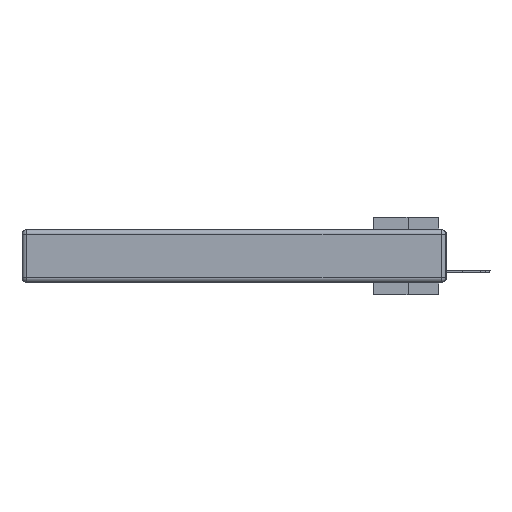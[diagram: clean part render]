
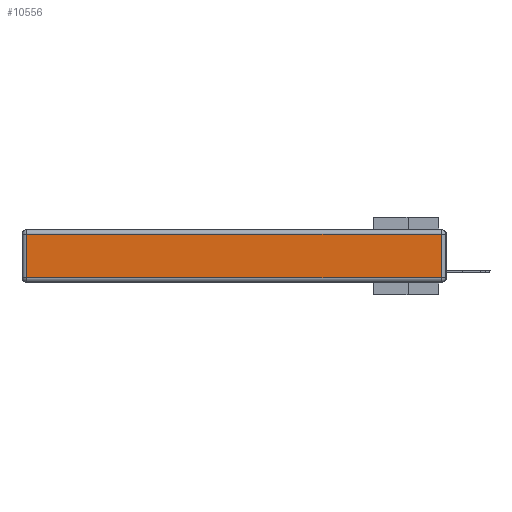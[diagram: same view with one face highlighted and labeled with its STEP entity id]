
A CAD part, left-side view. The second image highlights one B-rep face of the part: STEP entity #10556.
In plain terms, the highlighted planar face has unit normal (-1, 0, 0).
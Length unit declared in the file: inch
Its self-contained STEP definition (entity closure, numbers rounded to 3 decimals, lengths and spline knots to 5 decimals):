
#226 = DIRECTION ( 'NONE',  ( 0., 0., 1. ) ) ;
#377 = VERTEX_POINT ( 'NONE', #31322 ) ;
#2888 = PLANE ( 'NONE',  #13319 ) ;
#4025 = CARTESIAN_POINT ( 'NONE',  ( 0., 2.72, -0.313 ) ) ;
#5672 = DIRECTION ( 'NONE',  ( 0., 0., 1. ) ) ;
#5911 = VECTOR ( 'NONE', #29972, 39.37008 ) ;
#7442 = CARTESIAN_POINT ( 'NONE',  ( 0., 2.72, -0.03 ) ) ;
#7667 = LINE ( 'NONE', #12841, #13343 ) ;
#7826 = LINE ( 'NONE', #13001, #26290 ) ;
#7878 = FACE_OUTER_BOUND ( 'NONE', #26009, .T. ) ;
#8291 = CARTESIAN_POINT ( 'NONE',  ( 0., 0.03, -0.313 ) ) ;
#9731 = LINE ( 'NONE', #27354, #17052 ) ;
#10047 = DIRECTION ( 'NONE',  ( 0., -1., 0. ) ) ;
#10556 = ADVANCED_FACE ( 'NONE', ( #7878 ), #2888, .T. ) ;
#10951 = ORIENTED_EDGE ( 'NONE', *, *, #12209, .T. ) ;
#10992 = EDGE_CURVE ( 'NONE', #20373, #377, #7667, .T. ) ;
#11805 = EDGE_CURVE ( 'NONE', #17183, #20373, #9731, .T. ) ;
#12209 = EDGE_CURVE ( 'NONE', #14446, #17183, #27149, .T. ) ;
#12841 = CARTESIAN_POINT ( 'NONE',  ( 0., 0.03, -0.343 ) ) ;
#13001 = CARTESIAN_POINT ( 'NONE',  ( 0., 2.75, -0.03 ) ) ;
#13050 = CARTESIAN_POINT ( 'NONE',  ( 0., 0., -0.343 ) ) ;
#13219 = DIRECTION ( 'NONE',  ( -1., 0., 0. ) ) ;
#13319 = AXIS2_PLACEMENT_3D ( 'NONE', #13050, #13219, #226 ) ;
#13343 = VECTOR ( 'NONE', #5672, 39.37008 ) ;
#14446 = VERTEX_POINT ( 'NONE', #7442 ) ;
#15122 = ORIENTED_EDGE ( 'NONE', *, *, #10992, .T. ) ;
#15311 = DIRECTION ( 'NONE',  ( 0., 1., 0. ) ) ;
#17052 = VECTOR ( 'NONE', #10047, 39.37008 ) ;
#17183 = VERTEX_POINT ( 'NONE', #4025 ) ;
#17332 = EDGE_CURVE ( 'NONE', #377, #14446, #7826, .T. ) ;
#20373 = VERTEX_POINT ( 'NONE', #8291 ) ;
#24499 = CARTESIAN_POINT ( 'NONE',  ( 0., 2.72, -0.343 ) ) ;
#26009 = EDGE_LOOP ( 'NONE', ( #29259, #15122, #29376, #10951 ) ) ;
#26290 = VECTOR ( 'NONE', #15311, 39.37008 ) ;
#27149 = LINE ( 'NONE', #24499, #5911 ) ;
#27354 = CARTESIAN_POINT ( 'NONE',  ( 0., 0., -0.313 ) ) ;
#29259 = ORIENTED_EDGE ( 'NONE', *, *, #11805, .T. ) ;
#29376 = ORIENTED_EDGE ( 'NONE', *, *, #17332, .T. ) ;
#29972 = DIRECTION ( 'NONE',  ( 0., 0., -1. ) ) ;
#31322 = CARTESIAN_POINT ( 'NONE',  ( 0., 0.03, -0.03 ) ) ;
